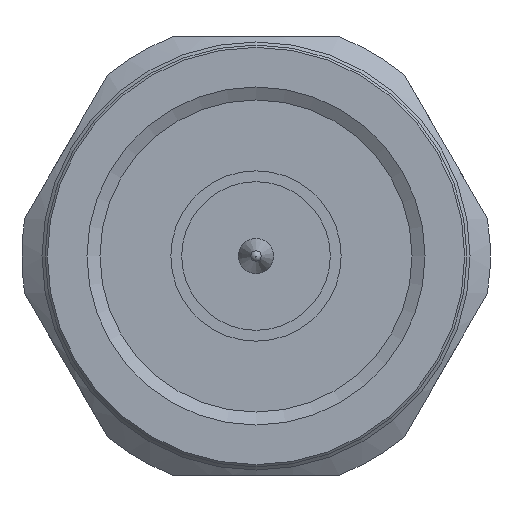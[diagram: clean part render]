
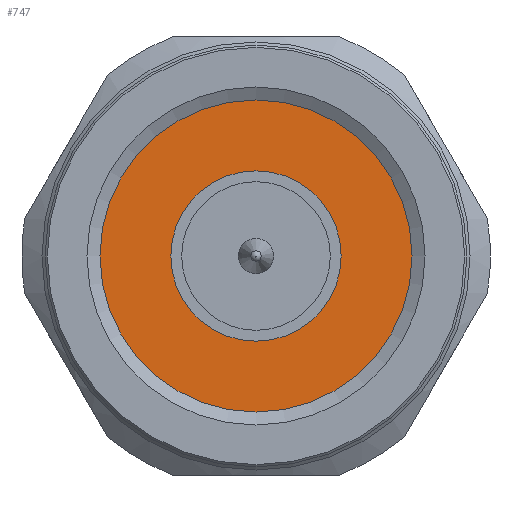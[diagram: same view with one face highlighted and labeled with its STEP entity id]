
A CAD part, left-side view. The second image highlights one B-rep face of the part: STEP entity #747.
In plain terms, the highlighted planar face has unit normal (-1, 0, 0).
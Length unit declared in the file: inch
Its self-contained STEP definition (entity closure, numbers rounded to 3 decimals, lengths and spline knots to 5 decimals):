
#21 = DIRECTION ( 'NONE',  ( -1., 0., 0. ) ) ;
#25 = CIRCLE ( 'NONE', #1324, 0.15748 ) ;
#168 = DIRECTION ( 'NONE',  ( 0., 0., -1. ) ) ;
#234 = DIRECTION ( 'NONE',  ( 0., 0., -1. ) ) ;
#421 = ORIENTED_EDGE ( 'NONE', *, *, #1113, .F. ) ;
#571 = PLANE ( 'NONE',  #1536 ) ;
#599 = DIRECTION ( 'NONE',  ( 0., 0., 1. ) ) ;
#693 = AXIS2_PLACEMENT_3D ( 'NONE', #1319, #1594, #234 ) ;
#701 = DIRECTION ( 'NONE',  ( 1., 0., 0. ) ) ;
#726 = EDGE_LOOP ( 'NONE', ( #421 ) ) ;
#743 = EDGE_CURVE ( 'NONE', #1701, #1701, #25, .T. ) ;
#747 = ADVANCED_FACE ( 'NONE', ( #1656, #931 ), #571, .T. ) ;
#845 = ORIENTED_EDGE ( 'NONE', *, *, #743, .T. ) ;
#868 = CIRCLE ( 'NONE', #693, 0.34395 ) ;
#902 = VERTEX_POINT ( 'NONE', #1706 ) ;
#931 = FACE_OUTER_BOUND ( 'NONE', #726, .T. ) ;
#949 = CARTESIAN_POINT ( 'NONE',  ( 0.35943, 0., 0.34395 ) ) ;
#952 = EDGE_LOOP ( 'NONE', ( #845 ) ) ;
#1113 = EDGE_CURVE ( 'NONE', #902, #902, #868, .T. ) ;
#1319 = CARTESIAN_POINT ( 'NONE',  ( 0.35943, 0., 0. ) ) ;
#1324 = AXIS2_PLACEMENT_3D ( 'NONE', #1647, #701, #168 ) ;
#1536 = AXIS2_PLACEMENT_3D ( 'NONE', #949, #21, #599 ) ;
#1594 = DIRECTION ( 'NONE',  ( 1., 0., 0. ) ) ;
#1647 = CARTESIAN_POINT ( 'NONE',  ( 0.35943, 0., 0. ) ) ;
#1656 = FACE_BOUND ( 'NONE', #952, .T. ) ;
#1667 = CARTESIAN_POINT ( 'NONE',  ( 0.35943, 0., -0.15748 ) ) ;
#1701 = VERTEX_POINT ( 'NONE', #1667 ) ;
#1706 = CARTESIAN_POINT ( 'NONE',  ( 0.35943, 0., -0.34395 ) ) ;
